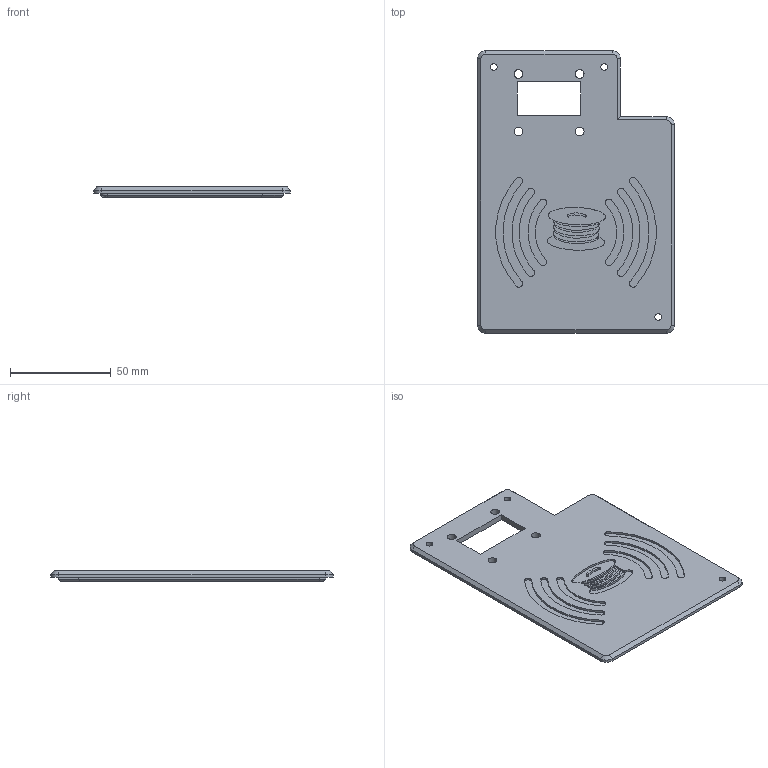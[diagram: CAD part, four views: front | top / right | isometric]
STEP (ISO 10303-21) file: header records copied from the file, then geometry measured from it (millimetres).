
FILE_DESCRIPTION(/* description */ (''),/* implementation_level */ '2;1');
FILE_NAME(/* name */ 'FS_Lid_Insert.stp',/* time_stamp */ '2020-11-08T18:42:35+01:00',/* author */ ('Theo Cominotto'),/* organization */ (''),/* preprocessor_version */ 'ST-DEVELOPER v18',/* originating_system */ 'Autodesk Inventor 2020',/* authorisation */ '');
FILE_SCHEMA (('AUTOMOTIVE_DESIGN { 1 0 10303 214 3 1 1 }'));
Length unit declared in the file: millimetre
Products named in the file (1): FS_BaseV2_Insert
Bounding box: 97.5 x 140 x 5 mm (x, y, z)
Volume: 35829.1 mm3; surface area: 28132.2 mm2
Topology: 1 solids, 1 shells, 125 faces, 305 edges, 196 vertices
Faces by surface type: plane 70, cylinder 38, bspline 11, cone 6
Full cylindrical faces by diameter (mm): 3.3 x3, 4.3 x4
Entity records: 4064 total; most frequent: CARTESIAN_POINT 1038, ORIENTED_EDGE 610, DIRECTION 605, EDGE_CURVE 305, AXIS2_PLACEMENT_3D 203, LINE 199, VECTOR 199, VERTEX_POINT 196
